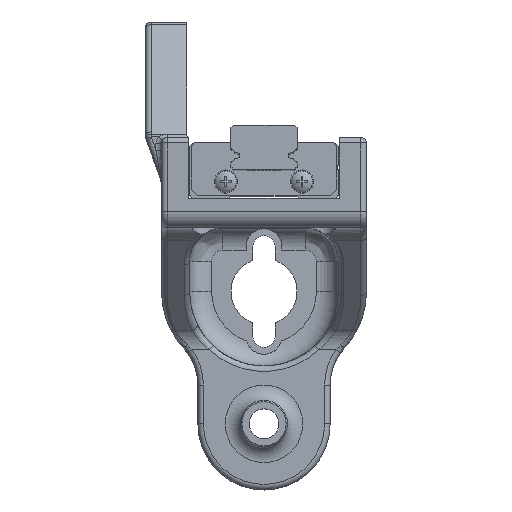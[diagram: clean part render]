
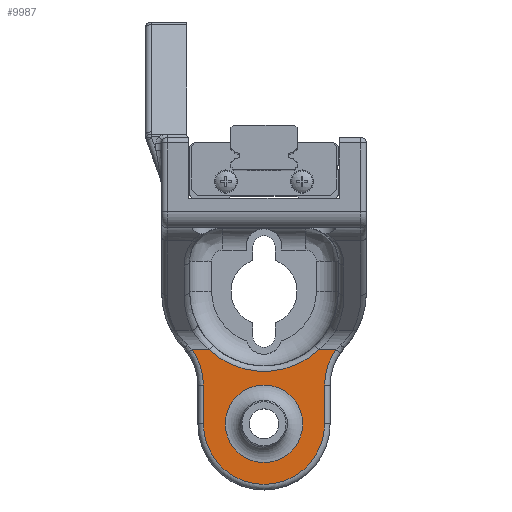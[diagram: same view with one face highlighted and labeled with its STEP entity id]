
A CAD part, top view. The second image highlights one B-rep face of the part: STEP entity #9987.
In plain terms, the highlighted planar face has unit normal (0, 0, 1).
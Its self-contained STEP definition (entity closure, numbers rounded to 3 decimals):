
#268=FACE_BOUND('',#1831,.T.);
#517=PLANE('',#11092);
#1200=FACE_OUTER_BOUND('',#1830,.T.);
#1830=EDGE_LOOP('',(#8792,#8793,#8794,#8795,#8796,#8797,#8798,#8799));
#1831=EDGE_LOOP('',(#8800));
#2364=CIRCLE('',#11047,11.);
#2368=CIRCLE('',#11053,11.);
#2372=CIRCLE('',#11059,11.);
#2390=CIRCLE('',#11093,14.5);
#2391=CIRCLE('',#11094,7.031);
#3185=LINE('',#16701,#4076);
#3187=LINE('',#16713,#4078);
#3201=LINE('',#16882,#4092);
#3202=LINE('',#16890,#4093);
#4076=VECTOR('',#13625,10.);
#4078=VECTOR('',#13639,10.);
#4092=VECTOR('',#13723,10.);
#4093=VECTOR('',#13726,10.);
#4990=VERTEX_POINT('',#16681);
#4992=VERTEX_POINT('',#16693);
#4994=VERTEX_POINT('',#16699);
#4996=VERTEX_POINT('',#16705);
#4998=VERTEX_POINT('',#16711);
#5000=VERTEX_POINT('',#16717);
#5026=VERTEX_POINT('',#16881);
#5027=VERTEX_POINT('',#16889);
#5028=VERTEX_POINT('',#16892);
#6268=EDGE_CURVE('',#4992,#4990,#2364,.T.);
#6271=EDGE_CURVE('',#4994,#4992,#3185,.T.);
#6274=EDGE_CURVE('',#4996,#4994,#2368,.T.);
#6277=EDGE_CURVE('',#4998,#4996,#3187,.T.);
#6280=EDGE_CURVE('',#5000,#4998,#2372,.T.);
#6320=EDGE_CURVE('',#4990,#5026,#3201,.T.);
#6322=EDGE_CURVE('',#5027,#5000,#3202,.T.);
#6323=EDGE_CURVE('',#5026,#5027,#2390,.T.);
#6324=EDGE_CURVE('',#5028,#5028,#2391,.T.);
#8792=ORIENTED_EDGE('',*,*,#6268,.F.);
#8793=ORIENTED_EDGE('',*,*,#6271,.F.);
#8794=ORIENTED_EDGE('',*,*,#6274,.F.);
#8795=ORIENTED_EDGE('',*,*,#6277,.F.);
#8796=ORIENTED_EDGE('',*,*,#6280,.F.);
#8797=ORIENTED_EDGE('',*,*,#6322,.F.);
#8798=ORIENTED_EDGE('',*,*,#6323,.F.);
#8799=ORIENTED_EDGE('',*,*,#6320,.F.);
#8800=ORIENTED_EDGE('',*,*,#6324,.F.);
#9987=ADVANCED_FACE('',(#1200,#268),#517,.F.);
#11047=AXIS2_PLACEMENT_3D('',#16695,#13617,#13618);
#11053=AXIS2_PLACEMENT_3D('',#16707,#13631,#13632);
#11059=AXIS2_PLACEMENT_3D('',#16719,#13645,#13646);
#11092=AXIS2_PLACEMENT_3D('',#16888,#13724,#13725);
#11093=AXIS2_PLACEMENT_3D('',#16891,#13727,#13728);
#11094=AXIS2_PLACEMENT_3D('',#16893,#13729,#13730);
#13617=DIRECTION('center_axis',(0.,0.,
1.));
#13618=DIRECTION('ref_axis',(0.94,0.34,0.));
#13625=DIRECTION('',(0.,1.,0.));
#13631=DIRECTION('center_axis',(0.,0.,
-1.));
#13632=DIRECTION('ref_axis',(0.,-1.,0.));
#13639=DIRECTION('',(0.,-1.,0.));
#13645=DIRECTION('center_axis',(0.,0.,
1.));
#13646=DIRECTION('ref_axis',(-0.94,0.34,0.));
#13723=DIRECTION('',(1.,0.,0.));
#13724=DIRECTION('center_axis',(0.,0.,
-1.));
#13725=DIRECTION('ref_axis',(0.,1.,0.));
#13726=DIRECTION('',(1.,0.,0.));
#13727=DIRECTION('center_axis',(0.,0.,
1.));
#13728=DIRECTION('ref_axis',(0.,-1.,0.));
#13729=DIRECTION('center_axis',(0.,0.,
1.));
#13730=DIRECTION('ref_axis',(1.,0.,0.));
#16681=CARTESIAN_POINT('',(-207.948,339.53,-236.05));
#16693=CARTESIAN_POINT('',(-205.9,333.138,-236.05));
#16695=CARTESIAN_POINT('Origin',(-216.9,333.138,-236.05));
#16699=CARTESIAN_POINT('',(-205.9,326.102,-236.05));
#16701=CARTESIAN_POINT('',(-205.9,337.969,-236.05));
#16705=CARTESIAN_POINT('',(-183.9,326.102,-236.05));
#16707=CARTESIAN_POINT('Origin',(-194.9,326.102,-236.05));
#16711=CARTESIAN_POINT('',(-183.9,333.138,-236.05));
#16713=CARTESIAN_POINT('',(-183.9,330.552,-236.05));
#16717=CARTESIAN_POINT('',(-181.852,339.53,-236.05));
#16719=CARTESIAN_POINT('Origin',(-172.9,333.138,-236.05));
#16881=CARTESIAN_POINT('',(-204.825,339.53,-236.05));
#16882=CARTESIAN_POINT('',(-212.904,339.53,-236.05));
#16888=CARTESIAN_POINT('Origin',(-212.904,335.002,-236.05));
#16889=CARTESIAN_POINT('',(-184.975,339.53,-236.05));
#16890=CARTESIAN_POINT('',(-212.904,339.53,-236.05));
#16891=CARTESIAN_POINT('Origin',(-194.9,350.102,-236.05));
#16892=CARTESIAN_POINT('',(-201.931,326.102,-236.05));
#16893=CARTESIAN_POINT('Origin',(-194.9,326.102,-236.05));
